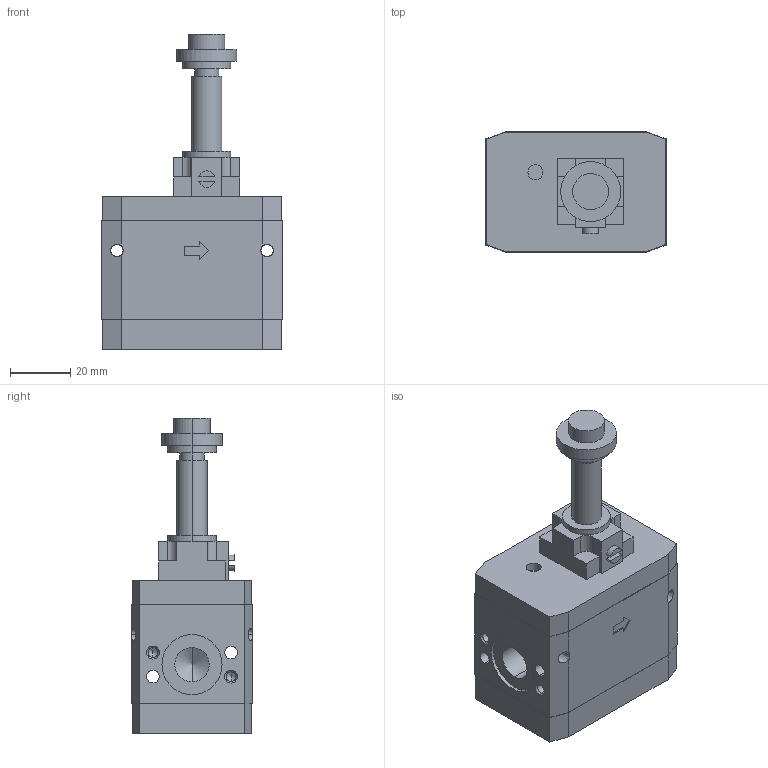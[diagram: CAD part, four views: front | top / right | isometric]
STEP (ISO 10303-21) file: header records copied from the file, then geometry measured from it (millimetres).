
FILE_DESCRIPTION((''),'2;1');
FILE_NAME('17110M2.stp','2003-06-16T14:51:34',('maffial1'),(''),'Autodesk Inventor 7','Autodesk Inventor 7','');
FILE_SCHEMA(('AUTOMOTIVE_DESIGN { 1 0 10303 214 1 1 1 1 }'));
Length unit declared in the file: millimetre
Products named in the file (1): 17110M2
Bounding box: 60 x 40 x 105 mm (x, y, z)
Volume: 123260.3 mm3; surface area: 22159.7 mm2
Topology: 1 solids, 1 shells, 154 faces, 396 edges, 249 vertices
Faces by surface type: plane 67, bspline 49, cylinder 28, cone 10
Entity records: 5109 total; most frequent: CARTESIAN_POINT 1465, ORIENTED_EDGE 764, DIRECTION 720, EDGE_CURVE 382, VECTOR 256, LINE 256, VERTEX_POINT 249, AXIS2_PLACEMENT_3D 232
